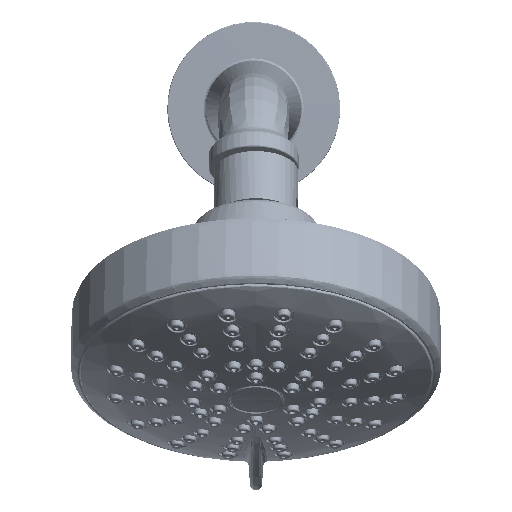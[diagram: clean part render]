
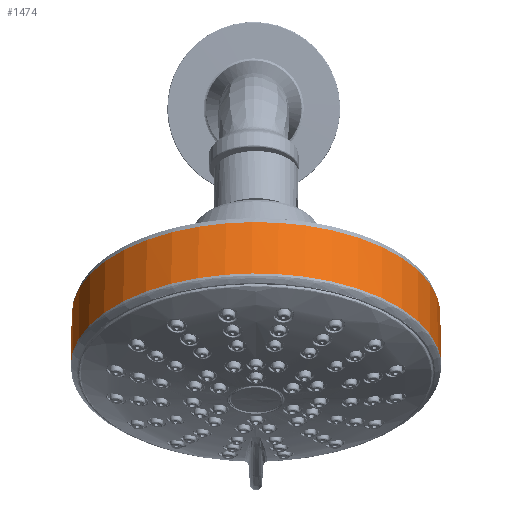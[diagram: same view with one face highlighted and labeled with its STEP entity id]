
A CAD part, front view. The second image highlights one B-rep face of the part: STEP entity #1474.
In plain terms, the highlighted free-form (B-spline) face has degree [1, 2] with [2, 5] control points.
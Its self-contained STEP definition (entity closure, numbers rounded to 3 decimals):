
#1474=ADVANCED_FACE('',(#4083),#39625,.T.);
#4083=FACE_OUTER_BOUND('',#6697,.T.);
#6697=EDGE_LOOP('',(#13478,#13479,#13480,#13481));
#13478=ORIENTED_EDGE('',*,*,#23839,.F.);
#13479=ORIENTED_EDGE('',*,*,#23842,.F.);
#13480=ORIENTED_EDGE('',*,*,#23838,.F.);
#13481=ORIENTED_EDGE('',*,*,#23841,.T.);
#23838=EDGE_CURVE('',#35718,#35726,#32875,.T.);
#23839=EDGE_CURVE('',#35727,#35728,#32876,.T.);
#23841=EDGE_CURVE('',#35718,#35728,#32878,.T.);
#23842=EDGE_CURVE('',#35726,#35727,#32879,.T.);
#32875=(
BOUNDED_CURVE()
B_SPLINE_CURVE(1,(#72220,#72221),.UNSPECIFIED.,.F.,.F.)
B_SPLINE_CURVE_WITH_KNOTS((2,2),(-0.162,0.162),
 .UNSPECIFIED.)
CURVE()
GEOMETRIC_REPRESENTATION_ITEM()
RATIONAL_B_SPLINE_CURVE((1.,1.))
REPRESENTATION_ITEM('')
);
#32876=(
BOUNDED_CURVE()
B_SPLINE_CURVE(1,(#72222,#72223),.UNSPECIFIED.,.F.,.F.)
B_SPLINE_CURVE_WITH_KNOTS((2,2),(-0.162,0.162),
 .UNSPECIFIED.)
CURVE()
GEOMETRIC_REPRESENTATION_ITEM()
RATIONAL_B_SPLINE_CURVE((1.,1.))
REPRESENTATION_ITEM('')
);
#32878=(
BOUNDED_CURVE()
B_SPLINE_CURVE(2,(#72227,#72228,#72229,#72230,#72231),.UNSPECIFIED.,.F.,
 .F.)
B_SPLINE_CURVE_WITH_KNOTS((3,2,3),(-3.142,-1.571,0.),
 .UNSPECIFIED.)
CURVE()
GEOMETRIC_REPRESENTATION_ITEM()
RATIONAL_B_SPLINE_CURVE((1.,0.707,1.,0.707,1.))
REPRESENTATION_ITEM('')
);
#32879=(
BOUNDED_CURVE()
B_SPLINE_CURVE(2,(#72232,#72233,#72234,#72235,#72236),.UNSPECIFIED.,.F.,
 .F.)
B_SPLINE_CURVE_WITH_KNOTS((3,2,3),(3.14,4.711,6.282),
 .UNSPECIFIED.)
CURVE()
GEOMETRIC_REPRESENTATION_ITEM()
RATIONAL_B_SPLINE_CURVE((1.,0.707,1.,0.707,1.))
REPRESENTATION_ITEM('')
);
#35718=VERTEX_POINT('',#54792);
#35726=VERTEX_POINT('',#54800);
#35727=VERTEX_POINT('',#54801);
#35728=VERTEX_POINT('',#54802);
#39625=(
BOUNDED_SURFACE()
B_SPLINE_SURFACE(1,2,((#53202,#53203,#53204,#53205,#53206),(#53207,#53208,
#53209,#53210,#53211)),.UNSPECIFIED.,.F.,.F.,.F.)
B_SPLINE_SURFACE_WITH_KNOTS((2,2),(3,2,3),(-0.162,0.162),
(0.,1.571,3.142),.UNSPECIFIED.)
GEOMETRIC_REPRESENTATION_ITEM()
RATIONAL_B_SPLINE_SURFACE(((1.,0.707,1.,0.707,1.),
(1.,0.707,1.,0.707,1.)))
REPRESENTATION_ITEM('')
SURFACE()
);
#53202=CARTESIAN_POINT('',(50.995,-124.488,-69.923));
#53203=CARTESIAN_POINT('',(50.995,-168.162,-44.844));
#53204=CARTESIAN_POINT('',(0.632,-168.161,-44.842));
#53205=CARTESIAN_POINT('',(-49.73,-168.16,-44.84));
#53206=CARTESIAN_POINT('',(-49.73,-124.486,-69.919));
#53207=CARTESIAN_POINT('',(50.712,-116.399,-55.836));
#53208=CARTESIAN_POINT('',(50.712,-159.828,-30.899));
#53209=CARTESIAN_POINT('',(0.633,-159.827,-30.897));
#53210=CARTESIAN_POINT('',(-49.446,-159.825,-30.895));
#53211=CARTESIAN_POINT('',(-49.446,-116.397,-55.833));
#54792=CARTESIAN_POINT('',(-49.73,-124.486,-69.919));
#54800=CARTESIAN_POINT('',(-49.446,-116.397,-55.833));
#54801=CARTESIAN_POINT('',(50.712,-116.399,-55.836));
#54802=CARTESIAN_POINT('',(50.995,-124.488,-69.923));
#72220=CARTESIAN_POINT('',(-49.73,-124.486,-69.919));
#72221=CARTESIAN_POINT('',(-49.446,-116.397,-55.833));
#72222=CARTESIAN_POINT('',(50.712,-116.399,-55.836));
#72223=CARTESIAN_POINT('',(50.995,-124.488,-69.923));
#72227=CARTESIAN_POINT('',(-49.73,-124.486,-69.919));
#72228=CARTESIAN_POINT('',(-49.73,-168.16,-44.84));
#72229=CARTESIAN_POINT('',(0.632,-168.161,-44.842));
#72230=CARTESIAN_POINT('',(50.995,-168.162,-44.844));
#72231=CARTESIAN_POINT('',(50.995,-124.488,-69.923));
#72232=CARTESIAN_POINT('',(-49.446,-116.397,-55.833));
#72233=CARTESIAN_POINT('',(-49.446,-159.825,-30.895));
#72234=CARTESIAN_POINT('',(0.633,-159.827,-30.897));
#72235=CARTESIAN_POINT('',(50.712,-159.828,-30.899));
#72236=CARTESIAN_POINT('',(50.712,-116.399,-55.836));
